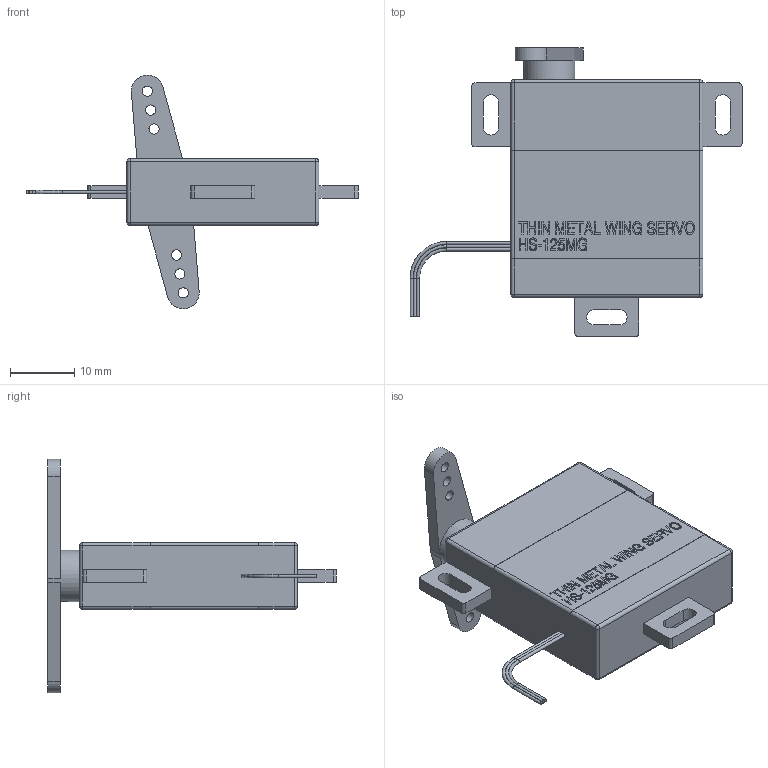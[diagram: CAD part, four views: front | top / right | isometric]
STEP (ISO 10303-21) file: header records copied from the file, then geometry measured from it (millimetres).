
FILE_DESCRIPTION( ( 'Unknown' ), '1' );
FILE_NAME( '000003.stp', 'Unknown', ( 'Unknown' ), ( 'Unknown' ), 'XStep 1.0', 'Unknown', ' ' );
FILE_SCHEMA( ( 'CONFIG_CONTROL_DESIGN' ) );
Length unit declared in the file: millimetre
Products named in the file (1): 1
Bounding box: 51.85 x 45.1 x 36.49 mm (x, y, z)
Volume: 11521.5 mm3; surface area: 4490.1 mm2
Topology: 1 solids, 1 shells, 604 faces, 1603 edges, 1054 vertices
Faces by surface type: plane 497, cylinder 49, extrusion 46, sphere 8, torus 4
Full cylindrical faces by diameter (mm): 1.6 x6, 8 x1
Entity records: 22246 total; most frequent: CARTESIAN_POINT 8879, ORIENTED_EDGE 3166, DIRECTION 1980, EDGE_CURVE 1583, VERTEX_POINT 1053, B_SPLINE_CURVE_WITH_KNOTS 922, EDGE_LOOP 694, AXIS2_PLACEMENT_3D 668
